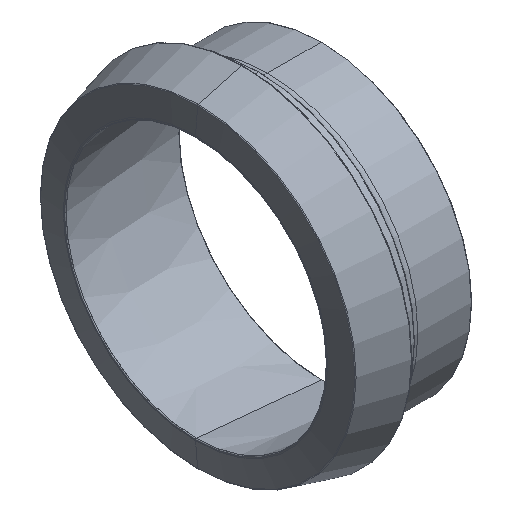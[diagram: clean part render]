
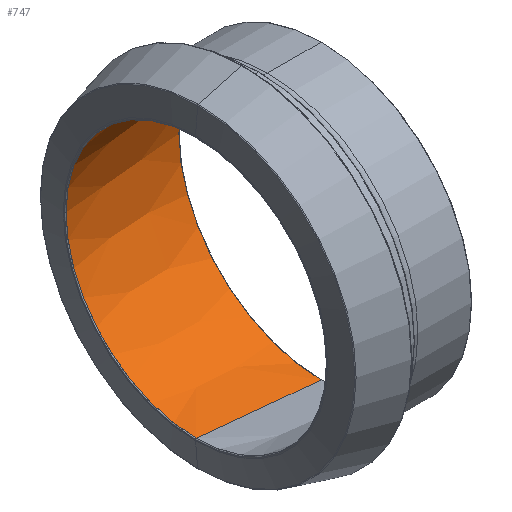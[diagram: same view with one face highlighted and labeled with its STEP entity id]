
A CAD part, isometric view. The second image highlights one B-rep face of the part: STEP entity #747.
In plain terms, the highlighted conical face has half-angle 5.445 degrees and reference radius 33 mm.
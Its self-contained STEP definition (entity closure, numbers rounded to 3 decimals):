
#619 = EDGE_LOOP ( 'NONE', ( #8550, #15555, #12929, #6629 ) ) ;
#747 = ADVANCED_FACE ( 'NONE', ( #6191 ), #4888, .F. ) ;
#1137 = DIRECTION ( 'NONE',  ( 0.995, 0., -0.095 ) ) ;
#3143 = CARTESIAN_POINT ( 'NONE',  ( 0., 0., 0. ) ) ;
#3702 = EDGE_CURVE ( 'NONE', #4417, #14401, #17097, .T. ) ;
#4308 = VECTOR ( 'NONE', #1137, 1000. ) ;
#4417 = VERTEX_POINT ( 'NONE', #8817 ) ;
#4755 = DIRECTION ( 'NONE',  ( 0., 0., 1. ) ) ;
#4888 = CONICAL_SURFACE ( 'NONE', #6626, 33., 0.095 ) ;
#5716 = CIRCLE ( 'NONE', #10332, 36.033 ) ;
#6191 = FACE_OUTER_BOUND ( 'NONE', #619, .T. ) ;
#6626 = AXIS2_PLACEMENT_3D ( 'NONE', #3143, #12828, #16779 ) ;
#6629 = ORIENTED_EDGE ( 'NONE', *, *, #7322, .T. ) ;
#6836 = CARTESIAN_POINT ( 'NONE',  ( 31.819, 0., 0. ) ) ;
#6955 = DIRECTION ( 'NONE',  ( 1., 0., 0. ) ) ;
#7322 = EDGE_CURVE ( 'NONE', #14147, #14401, #5716, .T. ) ;
#7359 = DIRECTION ( 'NONE',  ( -1., 0., 0. ) ) ;
#7412 = CARTESIAN_POINT ( 'NONE',  ( 31.819, 0., 36.033 ) ) ;
#8043 = VECTOR ( 'NONE', #17824, 1000. ) ;
#8207 = CARTESIAN_POINT ( 'NONE',  ( 31.819, 0., -36.033 ) ) ;
#8550 = ORIENTED_EDGE ( 'NONE', *, *, #3702, .F. ) ;
#8817 = CARTESIAN_POINT ( 'NONE',  ( 0.219, 0., 33.021 ) ) ;
#9479 = CARTESIAN_POINT ( 'NONE',  ( 0.219, 0., -33.021 ) ) ;
#9929 = EDGE_CURVE ( 'NONE', #4417, #15015, #16363, .T. ) ;
#10332 = AXIS2_PLACEMENT_3D ( 'NONE', #6836, #6955, #16601 ) ;
#10347 = CARTESIAN_POINT ( 'NONE',  ( 0., 0., 33. ) ) ;
#10388 = LINE ( 'NONE', #13762, #4308 ) ;
#12657 = AXIS2_PLACEMENT_3D ( 'NONE', #15647, #7359, #4755 ) ;
#12828 = DIRECTION ( 'NONE',  ( 1., 0., 0. ) ) ;
#12929 = ORIENTED_EDGE ( 'NONE', *, *, #15066, .T. ) ;
#13762 = CARTESIAN_POINT ( 'NONE',  ( 0., 0., -33. ) ) ;
#14147 = VERTEX_POINT ( 'NONE', #8207 ) ;
#14401 = VERTEX_POINT ( 'NONE', #7412 ) ;
#15015 = VERTEX_POINT ( 'NONE', #9479 ) ;
#15066 = EDGE_CURVE ( 'NONE', #15015, #14147, #10388, .T. ) ;
#15555 = ORIENTED_EDGE ( 'NONE', *, *, #9929, .T. ) ;
#15647 = CARTESIAN_POINT ( 'NONE',  ( 0.219, 0., 0. ) ) ;
#16363 = CIRCLE ( 'NONE', #12657, 33.021 ) ;
#16601 = DIRECTION ( 'NONE',  ( 0., 0., 1. ) ) ;
#16779 = DIRECTION ( 'NONE',  ( 0., 0., -1. ) ) ;
#17097 = LINE ( 'NONE', #10347, #8043 ) ;
#17824 = DIRECTION ( 'NONE',  ( 0.995, 0., 0.095 ) ) ;
